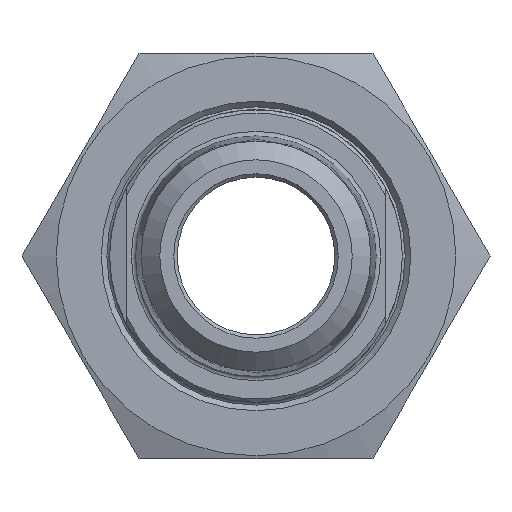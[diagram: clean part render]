
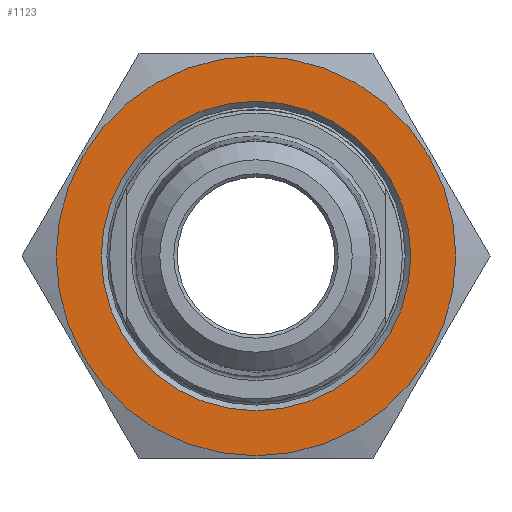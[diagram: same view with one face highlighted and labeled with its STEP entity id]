
A CAD part, left-side view. The second image highlights one B-rep face of the part: STEP entity #1123.
In plain terms, the highlighted planar face has unit normal (-1, 0, 0).
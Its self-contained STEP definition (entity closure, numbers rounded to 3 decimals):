
#50=FACE_BOUND('',#185,.T.);
#77=PLANE('',#1277);
#111=FACE_OUTER_BOUND('',#184,.T.);
#184=EDGE_LOOP('',(#804));
#185=EDGE_LOOP('',(#805));
#384=CIRCLE('',#1260,17.75);
#389=CIRCLE('',#1272,13.75);
#487=VERTEX_POINT('',#1880);
#493=VERTEX_POINT('',#1911);
#598=EDGE_CURVE('',#487,#487,#384,.T.);
#611=EDGE_CURVE('',#493,#493,#389,.T.);
#804=ORIENTED_EDGE('',*,*,#598,.T.);
#805=ORIENTED_EDGE('',*,*,#611,.F.);
#1123=ADVANCED_FACE('',(#111,#50),#77,.F.);
#1260=AXIS2_PLACEMENT_3D('',#1882,#1442,#1443);
#1272=AXIS2_PLACEMENT_3D('',#1912,#1472,#1473);
#1277=AXIS2_PLACEMENT_3D('',#1922,#1484,#1485);
#1442=DIRECTION('center_axis',(-1.,0.,0.));
#1443=DIRECTION('ref_axis',(0.,1.,0.));
#1472=DIRECTION('center_axis',(-1.,0.,0.));
#1473=DIRECTION('ref_axis',(0.,-1.,0.));
#1484=DIRECTION('center_axis',(1.,0.,0.));
#1485=DIRECTION('ref_axis',(0.,0.,-1.));
#1880=CARTESIAN_POINT('',(-7.75,-17.75,0.));
#1882=CARTESIAN_POINT('Origin',(-7.75,0.,0.));
#1911=CARTESIAN_POINT('',(-7.75,13.75,0.));
#1912=CARTESIAN_POINT('Origin',(-7.75,0.,0.));
#1922=CARTESIAN_POINT('Origin',(-7.75,0.,0.));
